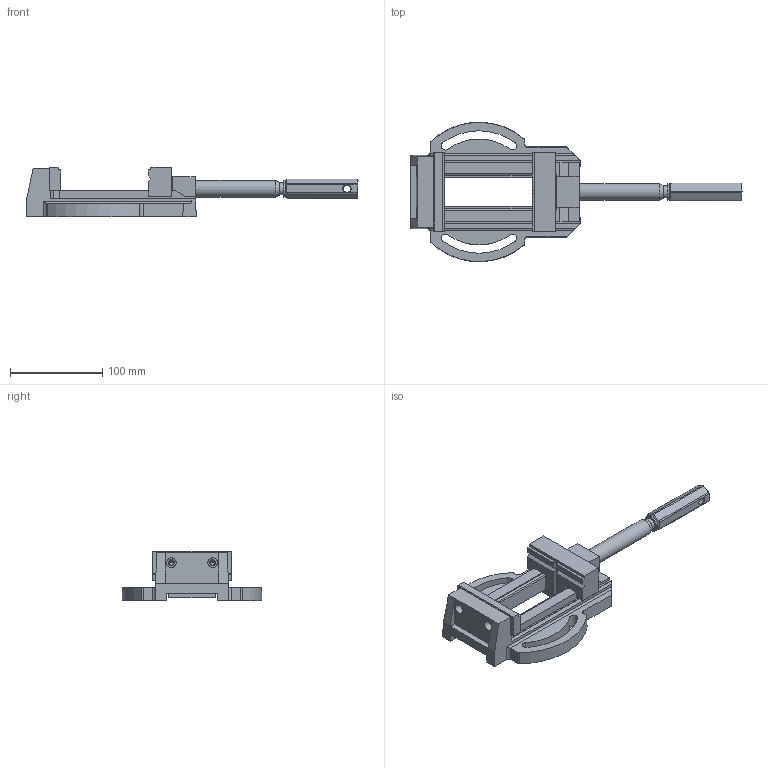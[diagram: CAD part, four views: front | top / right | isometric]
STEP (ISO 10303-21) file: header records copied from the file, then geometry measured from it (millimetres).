
FILE_DESCRIPTION(/* description */ (''),/* implementation_level */ '2;1');
FILE_NAME(/* name */ '82_85_Mordaza.stp',/* time_stamp */ '2013-07-31T10:20:04+02:00',/* author */ (''),/* organization */ (''),/* preprocessor_version */ 'ST-DEVELOPER v11',/* originating_system */ 'SIEMENS PLM Software NX 7.5',/* authorisation */ '');
FILE_SCHEMA (('AUTOMOTIVE_DESIGN { 1 0 10303 214 1 1 1 1 }'));
Length unit declared in the file: millimetre
Products named in the file (1): 82_85_Mordaza
Bounding box: 360.8 x 151.71 x 54 mm (x, y, z)
Volume: 490148 mm3; surface area: 107719.9 mm2
Topology: 5 solids, 5 shells, 210 faces, 572 edges, 373 vertices
Faces by surface type: plane 120, cylinder 48, cone 35, bspline 7
Full cylindrical faces by diameter (mm): 5 x3, 5.2 x2, 6.5 x2, 7 x2, 8 x1, 9 x1, 10.5 x2, 12.75 x2, 13 x1, 13.25 x1, 14.2 x1, 18 x2
Entity records: 8054 total; most frequent: CARTESIAN_POINT 2430, ORIENTED_EDGE 1012, DIRECTION 1008, EDGE_CURVE 506, VERTEX_POINT 355, AXIS2_PLACEMENT_3D 340, LINE 328, VECTOR 328
